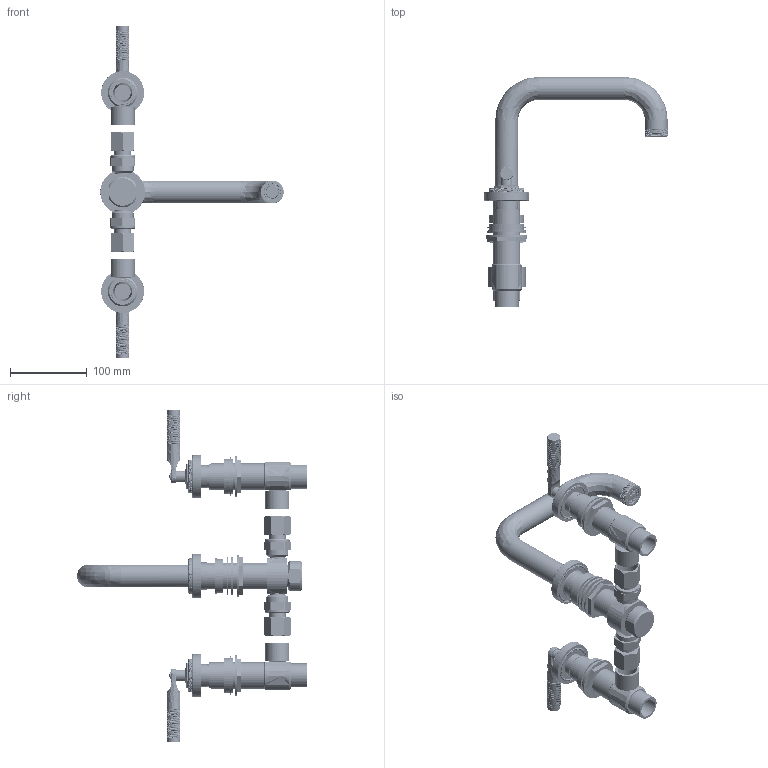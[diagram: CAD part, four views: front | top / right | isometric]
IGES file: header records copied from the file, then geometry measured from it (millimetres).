
Global section: file name: V7KA44-2LK; native system: Autodesk Inventor 2018; preprocessor: unknown; author: clarkin; date: 20171006.112710; units: millimetre
Bounding box: 239.75 x 300.7 x 434 mm (x, y, z)
Volume: 648033.4 mm3; surface area: 401044.9 mm2
Topology: 92 solids, 93 shells, 27810 faces, 59985 edges, 32676 vertices
Faces by surface type: bspline 27810
